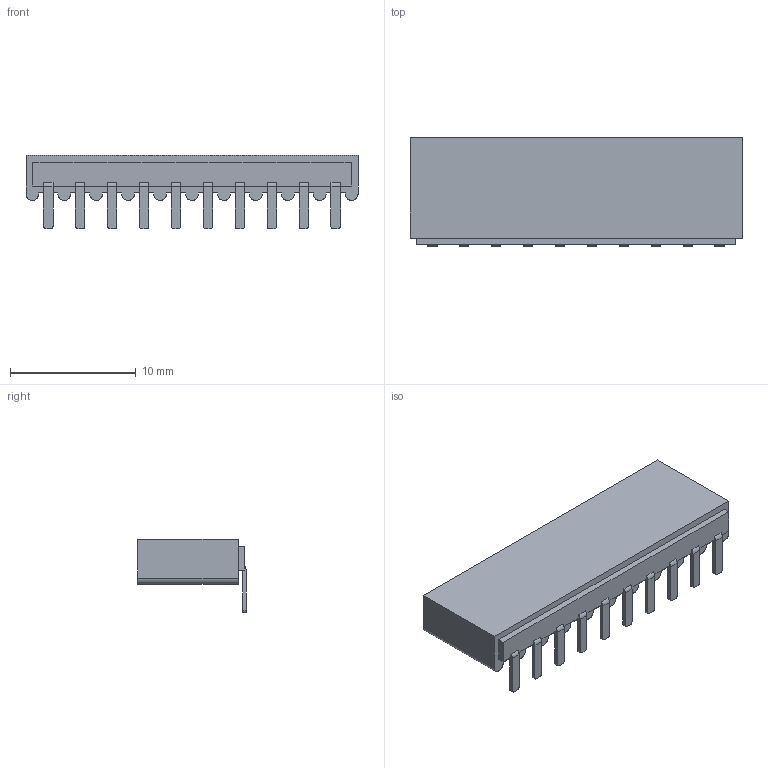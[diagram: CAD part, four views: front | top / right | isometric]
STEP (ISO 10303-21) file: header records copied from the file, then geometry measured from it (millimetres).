
FILE_DESCRIPTION( ('This file contains a STEP AP42 implementation' ,'as created by ZW3D STEP Interface translator.') ,'2;1' );
FILE_NAME( '2185-1XXRXXCUNX1.stp' ,'23 5 3.104941', (''), ('ZWCAD Software Co.'), 'Version 1.0', 'ZW3D to STEP translator', '' );
FILE_SCHEMA(('AUTOMOTIVE_DESIGN { 1 0 10303 214 1 1 1 1 }'));
Length unit declared in the file: millimetre
Products named in the file (2): 0; 2185-120RXXCUNX1
Bounding box: 26.4 x 8.65 x 5.85 mm (x, y, z)
Volume: 557.9 mm3; surface area: 1647.7 mm2
Topology: 1 solids, 1 shells, 1011 faces, 3034 edges, 1996 vertices
Faces by surface type: plane 680, cylinder 210, bspline 121
Entity records: 46328 total; most frequent: CARTESIAN_POINT 23679, ORIENTED_EDGE 6068, EDGE_CURVE 3034, B_SPLINE_CURVE_WITH_KNOTS 2644, DIRECTION 2152, VERTEX_POINT 1996, EDGE_LOOP 1082, FACE_OUTER_BOUND 1011
